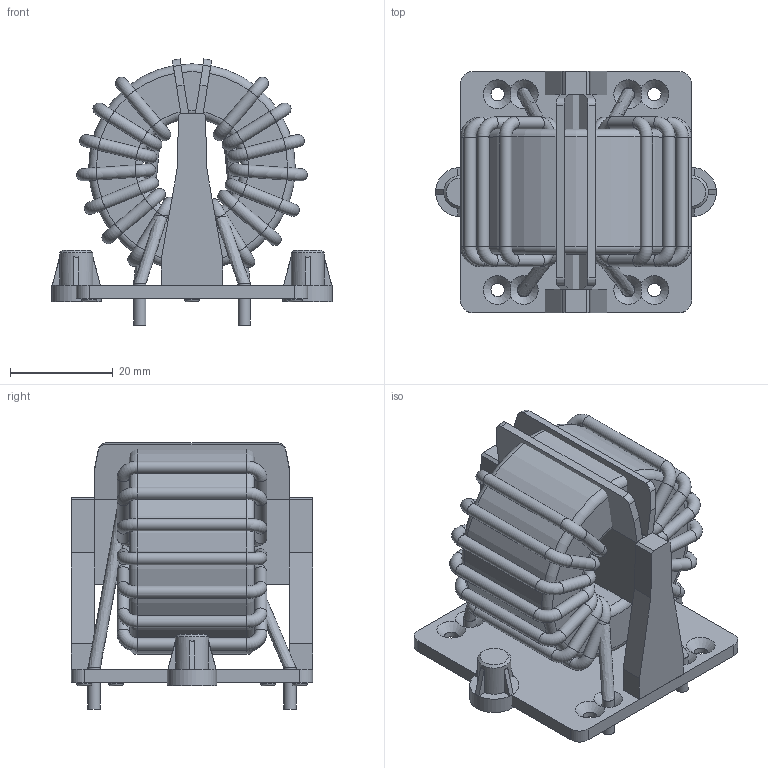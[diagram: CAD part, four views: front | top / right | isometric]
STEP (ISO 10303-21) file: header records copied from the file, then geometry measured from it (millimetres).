
FILE_DESCRIPTION(/* description */ (''),/* implementation_level */ '2;1');
FILE_NAME(/* name */ 'IND_SCHAFFNER_RB 6522 (Size3).stp',/* time_stamp */ '2016-09-29T14:02:21+02:00',/* author */ ('jchouvet'),/* organization */ ('TraceParts S.A.'),/* preprocessor_version */ 'ST-DEVELOPER v16.1',/* originating_system */ 'AutoCAD Mechanical',/* authorisation */ '');
FILE_SCHEMA (('AUTOMOTIVE_DESIGN { 1 0 10303 214 3 1 1 }'));
Length unit declared in the file: millimetre
Products named in the file (1): Product
Bounding box: 54.6 x 46.93 x 51.75 mm (x, y, z)
Volume: 39782 mm3; surface area: 26325.9 mm2
Topology: 37 solids, 37 shells, 310 faces, 680 edges, 414 vertices
Faces by surface type: plane 130, cylinder 96, torus 66, cone 14, bspline 4
Full cylindrical faces by diameter (mm): 2.4 x60, 2.6 x8, 3 x6, 3.383 x4, 6.468 x2, 7.6 x2, 9.6 x2, 19 x1, 40.2 x1
Entity records: 7661 total; most frequent: DIRECTION 1354, CARTESIAN_POINT 1317, ORIENTED_EDGE 1000, AXIS2_PLACEMENT_3D 555, EDGE_LOOP 506, EDGE_CURVE 500, VERTEX_POINT 398, FACE_OUTER_BOUND 310
